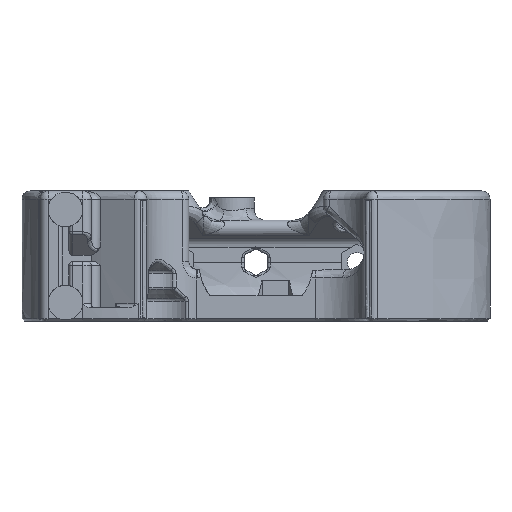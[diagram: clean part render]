
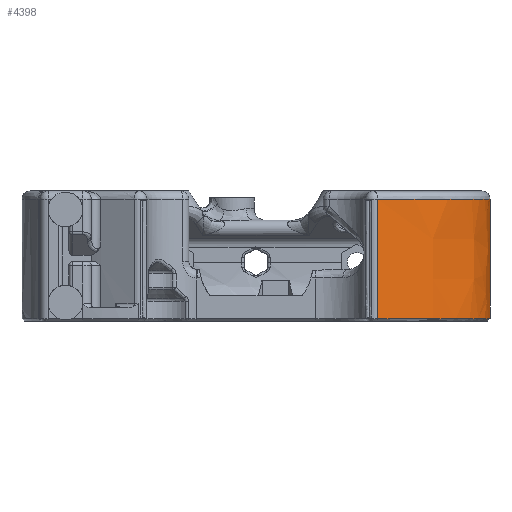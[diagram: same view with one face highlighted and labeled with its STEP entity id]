
A CAD part, front view. The second image highlights one B-rep face of the part: STEP entity #4398.
In plain terms, the highlighted free-form (B-spline) face has degree [3, 3] with [4, 4] control points.
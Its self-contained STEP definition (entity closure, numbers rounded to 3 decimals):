
#624 = CARTESIAN_POINT ( 'NONE',  ( 36., -39.55, 23.2 ) ) ;
#824 = CARTESIAN_POINT ( 'NONE',  ( 58.25, -16.25, 23.2 ) ) ;
#1628 = CARTESIAN_POINT ( 'NONE',  ( 58.25, -16.25, 2.2 ) ) ;
#1707 = B_SPLINE_CURVE_WITH_KNOTS ( 'NONE', 3,
 ( #8880, #19442, #4381, #19736 ),
 .UNSPECIFIED., .F., .F.,
 ( 4, 4 ),
 ( 0., 1. ),
 .UNSPECIFIED. ) ;
#2734 = VECTOR ( 'NONE', #14536, 1000. ) ;
#2954 = VERTEX_POINT ( 'NONE', #4463 ) ;
#3152 = EDGE_CURVE ( 'NONE', #2954, #19650, #9762, .T. ) ;
#3591 = CARTESIAN_POINT ( 'NONE',  ( 58.25, -26.989, 23.2 ) ) ;
#3784 = EDGE_LOOP ( 'NONE', ( #11301, #18912, #14615, #15257, #14784 ) ) ;
#3792 = CARTESIAN_POINT ( 'NONE',  ( 47.125, -33.27, 7.733 ) ) ;
#4381 = CARTESIAN_POINT ( 'NONE',  ( 58.25, -26.267, 0.4 ) ) ;
#4398 = ADVANCED_FACE ( 'NONE', ( #8556 ), #15130, .F. ) ;
#4463 = CARTESIAN_POINT ( 'NONE',  ( 38.242, -38.281, 21.7 ) ) ;
#4591 = B_SPLINE_CURVE_WITH_KNOTS ( 'NONE', 3,
 ( #4705, #8088, #17121, #6134 ),
 .UNSPECIFIED., .F., .F.,
 ( 4, 4 ),
 ( 0., 0.818 ),
 .UNSPECIFIED. ) ;
#4705 = CARTESIAN_POINT ( 'NONE',  ( 58.25, -16.25, 2.2 ) ) ;
#5105 = CARTESIAN_POINT ( 'NONE',  ( 36., -39.55, 0. ) ) ;
#5510 = CARTESIAN_POINT ( 'NONE',  ( 48.571, -32.404, 21.7 ) ) ;
#6134 = CARTESIAN_POINT ( 'NONE',  ( 58.25, -16.25, 0.4 ) ) ;
#6750 = CARTESIAN_POINT ( 'NONE',  ( 58.25, -16.25, 15.467 ) ) ;
#7040 = CARTESIAN_POINT ( 'NONE',  ( 36., -39.55, 7.733 ) ) ;
#7071 = CARTESIAN_POINT ( 'NONE',  ( 58.25, -16.25, 0.4 ) ) ;
#7259 = DIRECTION ( 'NONE',  ( 0., 0., -1. ) ) ;
#7434 = VERTEX_POINT ( 'NONE', #19119 ) ;
#8088 = CARTESIAN_POINT ( 'NONE',  ( 58.25, -16.25, 1.6 ) ) ;
#8556 = FACE_OUTER_BOUND ( 'NONE', #3784, .T. ) ;
#8880 = CARTESIAN_POINT ( 'NONE',  ( 38.242, -38.281, 0.4 ) ) ;
#9114 = CARTESIAN_POINT ( 'NONE',  ( 38.242, -38.281, 0.4 ) ) ;
#9762 = LINE ( 'NONE', #17670, #2734 ) ;
#11301 = ORIENTED_EDGE ( 'NONE', *, *, #3152, .T. ) ;
#11496 = EDGE_CURVE ( 'NONE', #7434, #2954, #19195, .T. ) ;
#11656 = LINE ( 'NONE', #17829, #14399 ) ;
#11724 = CARTESIAN_POINT ( 'NONE',  ( 36., -39.55, 15.467 ) ) ;
#11736 = CARTESIAN_POINT ( 'NONE',  ( 58.25, -16.25, 21.7 ) ) ;
#12276 = EDGE_CURVE ( 'NONE', #13195, #17832, #4591, .T. ) ;
#12475 = EDGE_CURVE ( 'NONE', #19650, #17832, #1707, .T. ) ;
#13051 = CARTESIAN_POINT ( 'NONE',  ( 47.125, -33.27, 15.467 ) ) ;
#13195 = VERTEX_POINT ( 'NONE', #1628 ) ;
#13252 = CARTESIAN_POINT ( 'NONE',  ( 58.25, -16.25, 0. ) ) ;
#13656 = CARTESIAN_POINT ( 'NONE',  ( 58.25, -26.267, 21.7 ) ) ;
#14399 = VECTOR ( 'NONE', #7259, 1000. ) ;
#14536 = DIRECTION ( 'NONE',  ( 0., 0., -1. ) ) ;
#14615 = ORIENTED_EDGE ( 'NONE', *, *, #12276, .F. ) ;
#14654 = CARTESIAN_POINT ( 'NONE',  ( 58.25, -16.25, 7.733 ) ) ;
#14784 = ORIENTED_EDGE ( 'NONE', *, *, #11496, .T. ) ;
#14966 = CARTESIAN_POINT ( 'NONE',  ( 38.242, -38.281, 21.7 ) ) ;
#15130 = B_SPLINE_SURFACE_WITH_KNOTS ( 'NONE', 3, 3, ( 
 ( #824, #3591, #17707, #624 ),
 ( #6750, #19140, #13051, #11724 ),
 ( #14654, #19033, #3792, #7040 ),
 ( #13252, #16176, #17900, #5105 ) ),
 .UNSPECIFIED., .F., .F., .F.,
 ( 4, 4 ),
 ( 4, 4 ),
 ( 0., 1. ),
 ( 0., 1. ),
 .UNSPECIFIED. ) ;
#15257 = ORIENTED_EDGE ( 'NONE', *, *, #15929, .F. ) ;
#15929 = EDGE_CURVE ( 'NONE', #7434, #13195, #11656, .T. ) ;
#16176 = CARTESIAN_POINT ( 'NONE',  ( 58.25, -26.989, 0. ) ) ;
#17121 = CARTESIAN_POINT ( 'NONE',  ( 58.25, -16.25, 1. ) ) ;
#17670 = CARTESIAN_POINT ( 'NONE',  ( 38.242, -38.281, 23.2 ) ) ;
#17707 = CARTESIAN_POINT ( 'NONE',  ( 47.125, -33.27, 23.2 ) ) ;
#17829 = CARTESIAN_POINT ( 'NONE',  ( 58.25, -16.25, 0. ) ) ;
#17832 = VERTEX_POINT ( 'NONE', #7071 ) ;
#17900 = CARTESIAN_POINT ( 'NONE',  ( 47.125, -33.27, 0. ) ) ;
#18912 = ORIENTED_EDGE ( 'NONE', *, *, #12475, .T. ) ;
#19033 = CARTESIAN_POINT ( 'NONE',  ( 58.25, -26.989, 7.733 ) ) ;
#19119 = CARTESIAN_POINT ( 'NONE',  ( 58.25, -16.25, 21.7 ) ) ;
#19140 = CARTESIAN_POINT ( 'NONE',  ( 58.25, -26.989, 15.467 ) ) ;
#19195 = B_SPLINE_CURVE_WITH_KNOTS ( 'NONE', 3,
 ( #11736, #13656, #5510, #14966 ),
 .UNSPECIFIED., .F., .F.,
 ( 4, 4 ),
 ( 0., 0.031 ),
 .UNSPECIFIED. ) ;
#19442 = CARTESIAN_POINT ( 'NONE',  ( 48.571, -32.404, 0.4 ) ) ;
#19650 = VERTEX_POINT ( 'NONE', #9114 ) ;
#19736 = CARTESIAN_POINT ( 'NONE',  ( 58.25, -16.25, 0.4 ) ) ;
